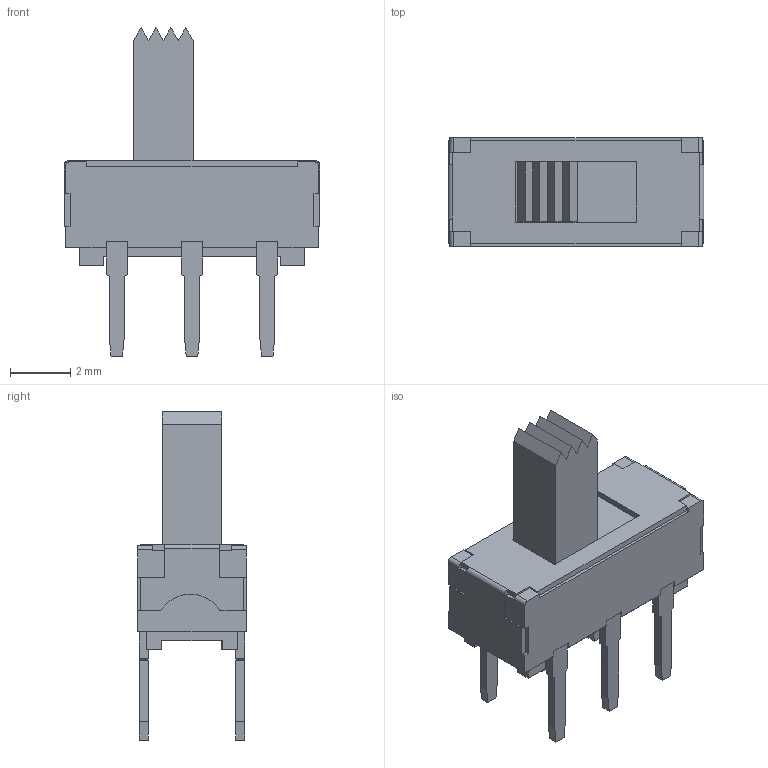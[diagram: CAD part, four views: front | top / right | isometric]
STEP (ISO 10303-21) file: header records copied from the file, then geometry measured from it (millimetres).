
FILE_DESCRIPTION(/* description */ (''),/* implementation_level */ '2;1');
FILE_NAME(/* name */ 'EG1271A.stp',/* time_stamp */ '2025-03-04T10:41:56-06:00',/* author */ ('mwilliams'),/* organization */ (''),/* preprocessor_version */ 'ST-DEVELOPER v18.1',/* originating_system */ 'Autodesk Inventor 2022',/* authorisation */ '');
FILE_SCHEMA (('AUTOMOTIVE_DESIGN { 1 0 10303 214 3 1 1 }'));
Length unit declared in the file: millimetre
Products named in the file (1): EG1271A
Bounding box: 8.5 x 3.6 x 10.9 mm (x, y, z)
Volume: 114 mm3; surface area: 213.9 mm2
Topology: 1 solids, 1 shells, 197 faces, 553 edges, 360 vertices
Faces by surface type: plane 189, cylinder 8
Entity records: 6374 total; most frequent: CARTESIAN_POINT 1111, ORIENTED_EDGE 1106, DIRECTION 969, EDGE_CURVE 553, LINE 533, VECTOR 533, VERTEX_POINT 360, AXIS2_PLACEMENT_3D 218
